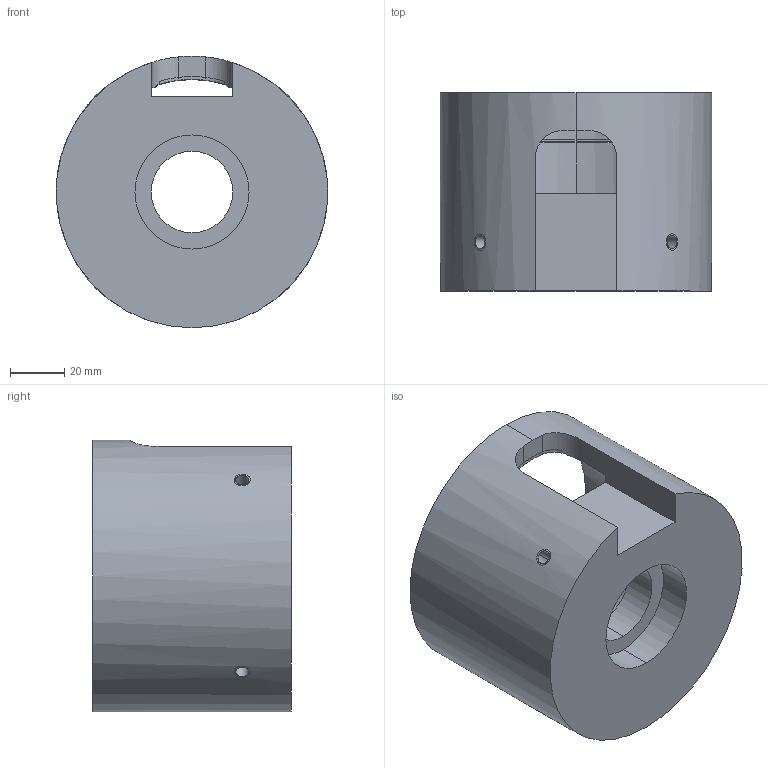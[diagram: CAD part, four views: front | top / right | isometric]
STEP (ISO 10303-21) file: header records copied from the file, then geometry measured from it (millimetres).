
FILE_DESCRIPTION(/* description */ ('VariCAD 2021-1.02 AP-214'),/* implementation_level */ '2;1');
FILE_NAME(/* name */ 'part-10_Body.stp',/* time_stamp */ '2022-06-12T18:38:41+02:00',/* author */ (''),/* organization */ (''),/* preprocessor_version */ 'VariCAD 2021-1.02',/* originating_system */ 'VariCAD 2021-1.02; kernel version (20180118)',/* authorisation */ '');
FILE_SCHEMA(('AUTOMOTIVE_DESIGN'));
Length unit declared in the file: millimetre
Products named in the file (2): part-10_Body; part-10_BGrind_Base
Assembly tree (1 placements, depth 2):
  part-10_Body
    part-10_BGrind_Base
Bounding box: 100 x 73 x 100 mm (x, y, z)
Volume: 312185.6 mm3; surface area: 51302 mm2
Topology: 1 solids, 1 shells, 59 faces, 159 edges, 104 vertices
Faces by surface type: cylinder 38, plane 11, cone 10
Entity records: 2199 total; most frequent: CARTESIAN_POINT 656, ORIENTED_EDGE 302, DIRECTION 283, EDGE_CURVE 151, AXIS2_PLACEMENT_3D 113, VERTEX_POINT 104, EDGE_LOOP 73, ADVANCED_FACE 59
